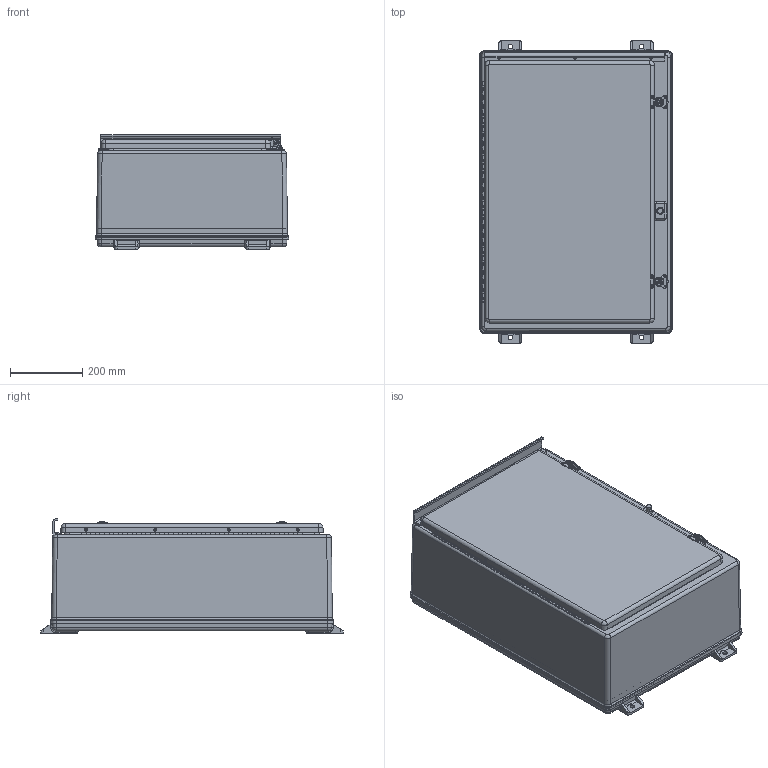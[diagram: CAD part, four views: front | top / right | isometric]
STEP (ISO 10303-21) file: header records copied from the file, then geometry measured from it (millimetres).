
FILE_DESCRIPTION (( 'STEP AP214' ), '1' );
FILE_NAME ('T302010RT.STEP', '2018-11-08T13:44:31', ( '' ), ( '' ), 'SwSTEP 2.0', 'SolidWorks 2018', '' );
FILE_SCHEMA (( 'AUTOMOTIVE_DESIGN' ));
Length unit declared in the file: inch
Products named in the file (1): T302010RT
Bounding box: 533.4 x 834.23 x 315.91 mm (x, y, z)
Volume: 8684702.3 mm3; surface area: 3619946.3 mm2
Topology: 40 solids, 40 shells, 1199 faces, 2948 edges, 1830 vertices
Faces by surface type: cylinder 476, plane 475, bspline 177, cone 36, torus 35
Full cylindrical faces by diameter (mm): 1.588 x8, 1.651 x11, 3.175 x49, 3.302 x45, 3.429 x4, 3.5 x4, 3.556 x8, 3.969 x4, 4.763 x4, 5.08 x4, 5.105 x1, 5.11 x1, 6.35 x1, 7.544 x11, 8.64 x2, 10.312 x1, 12.954 x2, 12.959 x2, 14.3 x4
Entity records: 60101 total; most frequent: CARTESIAN_POINT 17161, ORIENTED_EDGE 5378, DIRECTION 5270, EDGE_CURVE 2689, AXIS2_PLACEMENT_3D 1941, VERTEX_POINT 1807, EDGE_LOOP 1690, FACE_OUTER_BOUND 1401
